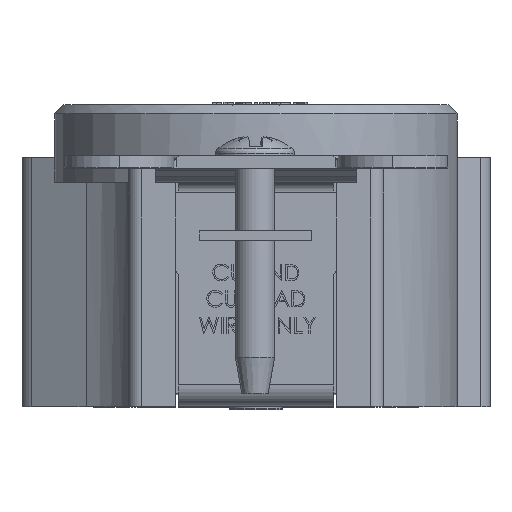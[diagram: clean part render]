
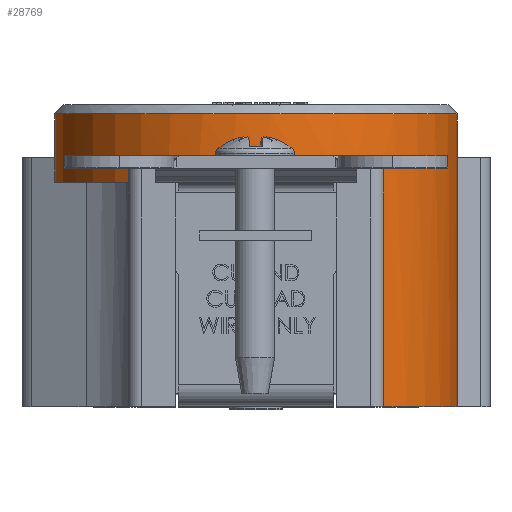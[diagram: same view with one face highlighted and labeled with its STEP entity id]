
A CAD part, top view. The second image highlights one B-rep face of the part: STEP entity #28769.
In plain terms, the highlighted cylindrical face has radius 17.462 mm (diameter 34.925 mm), a full revolution.
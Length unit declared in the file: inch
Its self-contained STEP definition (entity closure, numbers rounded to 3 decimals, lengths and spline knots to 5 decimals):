
#535 = FACE_OUTER_BOUND ( 'NONE', #53235, .T. ) ;
#1837 = VERTEX_POINT ( 'NONE', #13605 ) ;
#2346 = CARTESIAN_POINT ( 'NONE',  ( 0.4365, -1.031, 0.53115 ) ) ;
#2610 = VECTOR ( 'NONE', #25353, 39.37008 ) ;
#3090 = VERTEX_POINT ( 'NONE', #30849 ) ;
#3440 = DIRECTION ( 'NONE',  ( 0., 1., 0. ) ) ;
#6498 = LINE ( 'NONE', #20865, #2610 ) ;
#6985 = DIRECTION ( 'NONE',  ( 0., 1., 0. ) ) ;
#7027 = EDGE_CURVE ( 'NONE', #7724, #7724, #21434, .T. ) ;
#7512 = DIRECTION ( 'NONE',  ( 0., 0., 1. ) ) ;
#7724 = VERTEX_POINT ( 'NONE', #38296 ) ;
#7762 = CARTESIAN_POINT ( 'NONE',  ( 0., -0.031, 0. ) ) ;
#8359 = ORIENTED_EDGE ( 'NONE', *, *, #19739, .F. ) ;
#8415 = CIRCLE ( 'NONE', #23357, 0.6875 ) ;
#9067 = DIRECTION ( 'NONE',  ( 0., 1., 0. ) ) ;
#9270 = ORIENTED_EDGE ( 'NONE', *, *, #15309, .F. ) ;
#9614 = CARTESIAN_POINT ( 'NONE',  ( -0.68684, -1.031, -0.03005 ) ) ;
#10642 = VERTEX_POINT ( 'NONE', #2346 ) ;
#10926 = CARTESIAN_POINT ( 'NONE',  ( -0.68684, -0.265, -0.03005 ) ) ;
#11129 = AXIS2_PLACEMENT_3D ( 'NONE', #7762, #15454, #52561 ) ;
#11556 = ORIENTED_EDGE ( 'NONE', *, *, #14986, .T. ) ;
#12035 = CARTESIAN_POINT ( 'NONE',  ( 0., -0.265, 0. ) ) ;
#12978 = CARTESIAN_POINT ( 'NONE',  ( 0., -1.031, 0. ) ) ;
#13605 = CARTESIAN_POINT ( 'NONE',  ( 0.68684, -1.031, -0.03005 ) ) ;
#14986 = EDGE_CURVE ( 'NONE', #46799, #26602, #8415, .T. ) ;
#15309 = EDGE_CURVE ( 'NONE', #10642, #26602, #6498, .T. ) ;
#15454 = DIRECTION ( 'NONE',  ( 0., -1., 0. ) ) ;
#17839 = ORIENTED_EDGE ( 'NONE', *, *, #33761, .T. ) ;
#18641 = AXIS2_PLACEMENT_3D ( 'NONE', #31699, #40039, #48600 ) ;
#19071 = VECTOR ( 'NONE', #36956, 39.37008 ) ;
#19119 = AXIS2_PLACEMENT_3D ( 'NONE', #40153, #31630, #31442 ) ;
#19739 = EDGE_CURVE ( 'NONE', #24724, #23693, #20852, .T. ) ;
#20331 = CARTESIAN_POINT ( 'NONE',  ( 0.4365, -0.18, 0.53115 ) ) ;
#20852 = LINE ( 'NONE', #9614, #38846 ) ;
#20865 = CARTESIAN_POINT ( 'NONE',  ( 0.4365, -1.031, 0.53115 ) ) ;
#21146 = DIRECTION ( 'NONE',  ( 0., 1., 0. ) ) ;
#21434 = CIRCLE ( 'NONE', #11129, 0.6875 ) ;
#21957 = VERTEX_POINT ( 'NONE', #53040 ) ;
#23357 = AXIS2_PLACEMENT_3D ( 'NONE', #47791, #6985, #7512 ) ;
#23693 = VERTEX_POINT ( 'NONE', #29129 ) ;
#24465 = EDGE_CURVE ( 'NONE', #21957, #24724, #40306, .T. ) ;
#24680 = ORIENTED_EDGE ( 'NONE', *, *, #7027, .T. ) ;
#24724 = VERTEX_POINT ( 'NONE', #10926 ) ;
#25353 = DIRECTION ( 'NONE',  ( 0., 1., 0. ) ) ;
#26160 = VECTOR ( 'NONE', #3440, 39.37008 ) ;
#26450 = ORIENTED_EDGE ( 'NONE', *, *, #52125, .T. ) ;
#26602 = VERTEX_POINT ( 'NONE', #20331 ) ;
#26876 = EDGE_LOOP ( 'NONE', ( #24680 ) ) ;
#27340 = LINE ( 'NONE', #29163, #19071 ) ;
#28388 = CIRCLE ( 'NONE', #19119, 0.6875 ) ;
#28769 = ADVANCED_FACE ( 'NONE', ( #44137, #535 ), #34501, .T. ) ;
#29129 = CARTESIAN_POINT ( 'NONE',  ( -0.68684, -0.18, -0.03005 ) ) ;
#29163 = CARTESIAN_POINT ( 'NONE',  ( 0.68684, -1.031, -0.03005 ) ) ;
#30849 = CARTESIAN_POINT ( 'NONE',  ( 0.68684, -0.18, -0.03005 ) ) ;
#31442 = DIRECTION ( 'NONE',  ( 0., 0., 1. ) ) ;
#31630 = DIRECTION ( 'NONE',  ( 0., 1., 0. ) ) ;
#31699 = CARTESIAN_POINT ( 'NONE',  ( 0., -0.18, 0. ) ) ;
#32209 = DIRECTION ( 'NONE',  ( 0., -1., 0. ) ) ;
#33197 = LINE ( 'NONE', #44434, #26160 ) ;
#33761 = EDGE_CURVE ( 'NONE', #21957, #46799, #33197, .T. ) ;
#34501 = CYLINDRICAL_SURFACE ( 'NONE', #47056, 0.6875 ) ;
#35734 = ORIENTED_EDGE ( 'NONE', *, *, #42929, .T. ) ;
#36385 = DIRECTION ( 'NONE',  ( 0., 0., -1. ) ) ;
#36956 = DIRECTION ( 'NONE',  ( 0., 1., 0. ) ) ;
#37123 = DIRECTION ( 'NONE',  ( 0., 0., 1. ) ) ;
#38296 = CARTESIAN_POINT ( 'NONE',  ( 0., -0.031, -0.6875 ) ) ;
#38846 = VECTOR ( 'NONE', #9067, 39.37008 ) ;
#39626 = CARTESIAN_POINT ( 'NONE',  ( -0.393, -0.18, 0.5641 ) ) ;
#40039 = DIRECTION ( 'NONE',  ( 0., 1., 0. ) ) ;
#40153 = CARTESIAN_POINT ( 'NONE',  ( 0., -1.031, 0. ) ) ;
#40306 = CIRCLE ( 'NONE', #49602, 0.6875 ) ;
#40749 = ORIENTED_EDGE ( 'NONE', *, *, #24465, .F. ) ;
#42929 = EDGE_CURVE ( 'NONE', #1837, #3090, #27340, .T. ) ;
#44137 = FACE_OUTER_BOUND ( 'NONE', #26876, .T. ) ;
#44434 = CARTESIAN_POINT ( 'NONE',  ( -0.393, -1.031, 0.5641 ) ) ;
#46799 = VERTEX_POINT ( 'NONE', #39626 ) ;
#47056 = AXIS2_PLACEMENT_3D ( 'NONE', #12978, #21146, #37123 ) ;
#47638 = CIRCLE ( 'NONE', #18641, 0.6875 ) ;
#47791 = CARTESIAN_POINT ( 'NONE',  ( 0., -0.18, 0. ) ) ;
#48600 = DIRECTION ( 'NONE',  ( 0., 0., 1. ) ) ;
#49602 = AXIS2_PLACEMENT_3D ( 'NONE', #12035, #32209, #36385 ) ;
#49718 = EDGE_CURVE ( 'NONE', #3090, #23693, #47638, .T. ) ;
#52125 = EDGE_CURVE ( 'NONE', #10642, #1837, #28388, .T. ) ;
#52498 = ORIENTED_EDGE ( 'NONE', *, *, #49718, .T. ) ;
#52561 = DIRECTION ( 'NONE',  ( 0., 0., -1. ) ) ;
#53040 = CARTESIAN_POINT ( 'NONE',  ( -0.393, -0.265, 0.5641 ) ) ;
#53235 = EDGE_LOOP ( 'NONE', ( #8359, #40749, #17839, #11556, #9270, #26450, #35734, #52498 ) ) ;
